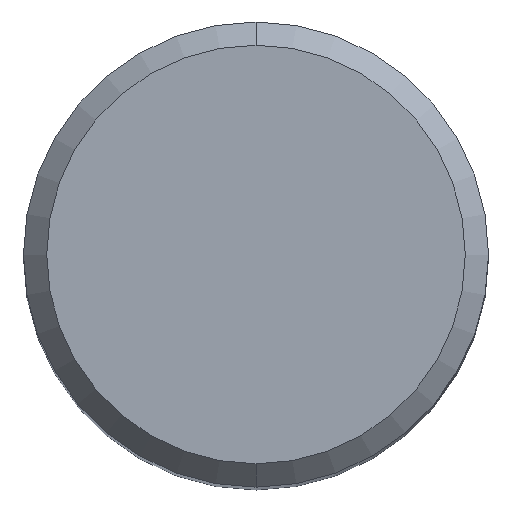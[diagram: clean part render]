
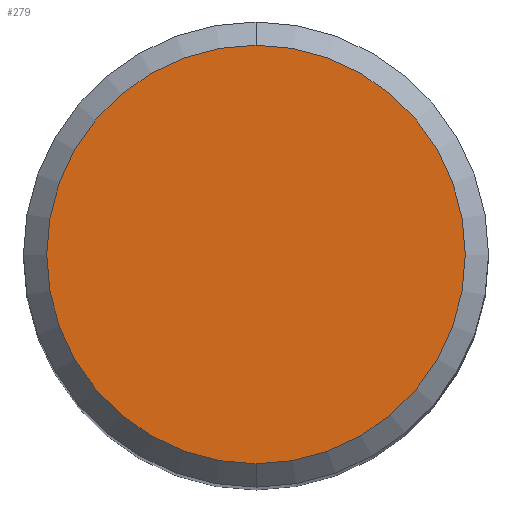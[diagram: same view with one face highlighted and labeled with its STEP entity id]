
A CAD part, top view. The second image highlights one B-rep face of the part: STEP entity #279.
In plain terms, the highlighted planar face has unit normal (0, 0, 1).
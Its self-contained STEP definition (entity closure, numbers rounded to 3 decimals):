
#235=EDGE_CURVE('',#281,#325,#533,.T.);
#279=ADVANCED_FACE('',(#584),#585,.T.);
#281=VERTEX_POINT('',#587);
#325=VERTEX_POINT('',#634);
#379=EDGE_CURVE('',#325,#281,#695,.T.);
#533=CIRCLE('',#922,5.4);
#584=FACE_OUTER_BOUND('',#984,.T.);
#585=PLANE('',#985);
#587=CARTESIAN_POINT('',(0.0,5.4,0.0));
#634=CARTESIAN_POINT('',(0.,-5.4,0.0));
#695=CIRCLE('',#1235,5.4);
#922=AXIS2_PLACEMENT_3D('',#1516,#1517,#1518);
#984=EDGE_LOOP('',(#1583,#1584));
#985=AXIS2_PLACEMENT_3D('',#1585,#1586,#1587);
#1235=AXIS2_PLACEMENT_3D('',#1719,#1720,#1721);
#1516=CARTESIAN_POINT('',(0.0,0.0,0.0));
#1517=DIRECTION('',(0.0,0.0,-1.0));
#1518=DIRECTION('',(0.0,1.0,0.0));
#1583=ORIENTED_EDGE('',*,*,#235,.F.);
#1584=ORIENTED_EDGE('',*,*,#379,.F.);
#1585=CARTESIAN_POINT('',(0.0,2.7,0.0));
#1586=DIRECTION('',(-0.0,0.0,1.0));
#1587=DIRECTION('',(0.0,-1.0,0.0));
#1719=CARTESIAN_POINT('',(0.0,0.0,0.0));
#1720=DIRECTION('',(0.0,0.0,-1.0));
#1721=DIRECTION('',(0.0,1.0,0.0));
